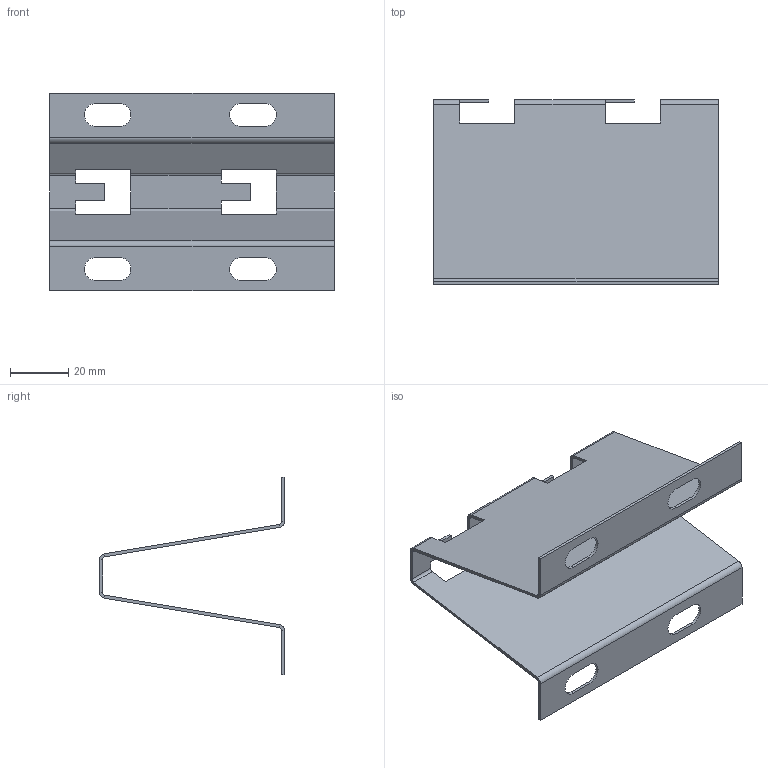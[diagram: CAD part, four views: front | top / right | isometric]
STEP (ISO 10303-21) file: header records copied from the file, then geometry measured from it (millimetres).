
FILE_DESCRIPTION (( 'STEP AP214' ), '1' );
FILE_NAME ('LC-100FSD_3D.step', '2023-05-25T22:25:13', ( '' ), ( '' ), 'SwSTEP 2.0', 'SolidWorks 2022', '' );
FILE_SCHEMA (( 'AUTOMOTIVE_DESIGN' ));
Length unit declared in the file: millimetre
Products named in the file (1): LC-100FSD_3D
Bounding box: 98 x 63.5 x 68 mm (x, y, z)
Volume: 15438.2 mm3; surface area: 31810.9 mm2
Topology: 1 solids, 1 shells, 98 faces, 236 edges, 136 vertices
Faces by surface type: plane 74, cylinder 24
Entity records: 2814 total; most frequent: DIRECTION 482, ORIENTED_EDGE 472, CARTESIAN_POINT 471, EDGE_CURVE 236, VECTOR 188, LINE 188, AXIS2_PLACEMENT_3D 147, VERTEX_POINT 136
